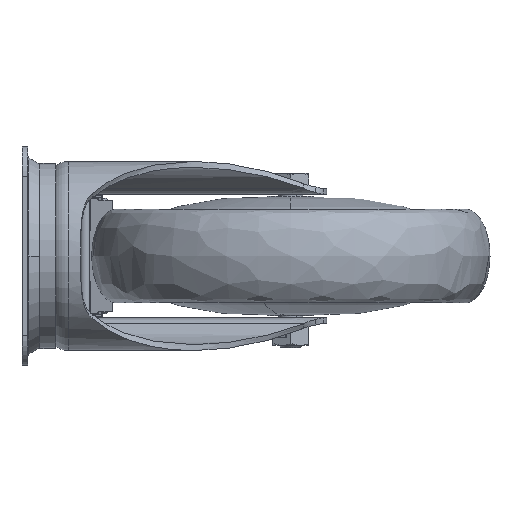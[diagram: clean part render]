
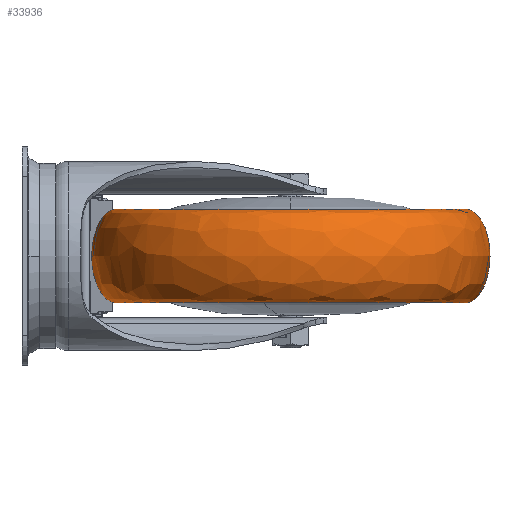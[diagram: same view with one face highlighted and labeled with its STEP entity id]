
A CAD part, left-side view. The second image highlights one B-rep face of the part: STEP entity #33936.
In plain terms, the highlighted free-form (B-spline) face has degree [3, 3] with [4, 4] control points.
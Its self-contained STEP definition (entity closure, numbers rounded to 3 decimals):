
#2 = VERTEX_POINT ( 'NONE', #24866 ) ;
#747 = CARTESIAN_POINT ( 'NONE',  ( -120., -47.5, 23.5 ) ) ;
#3340 = CARTESIAN_POINT ( 'NONE',  ( 55., -247.5, -23.5 ) ) ;
#3458 = DIRECTION ( 'NONE',  ( 0., 0., -1. ) ) ;
#3480 = ORIENTED_EDGE ( 'NONE', *, *, #35524, .F. ) ;
#3642 = CARTESIAN_POINT ( 'NONE',  ( 55., -247.5, -23.5 ) ) ;
#3862 = FACE_OUTER_BOUND ( 'NONE', #27730, .T. ) ;
#3924 = EDGE_CURVE ( 'NONE', #19670, #10451, #24163, .T. ) ;
#4278 = CARTESIAN_POINT ( 'NONE',  ( 55., -222.5, 23.5 ) ) ;
#4787 = CARTESIAN_POINT ( 'NONE',  ( 55., -135., -23.5 ) ) ;
#4844 = AXIS2_PLACEMENT_3D ( 'NONE', #41250, #3458, #12698 ) ;
#5310 = ORIENTED_EDGE ( 'NONE', *, *, #13926, .T. ) ;
#7143 =( BOUNDED_CURVE ( )  B_SPLINE_CURVE ( 3, ( #7809, #14537, #10948, #27171 ),
 .UNSPECIFIED., .F., .F. ) 
 B_SPLINE_CURVE_WITH_KNOTS ( ( 4, 4 ),
 ( 0., 1. ),
 .UNSPECIFIED. ) 
 CURVE ( )  GEOMETRIC_REPRESENTATION_ITEM ( )  RATIONAL_B_SPLINE_CURVE ( ( 1., 0.333, 0.333, 1. ) ) 
 REPRESENTATION_ITEM ( '' )  );
#7507 = DIRECTION ( 'NONE',  ( 0., 0., -1. ) ) ;
#7594 = CARTESIAN_POINT ( 'NONE',  ( 55., -47.5, 23.5 ) ) ;
#7809 = CARTESIAN_POINT ( 'NONE',  ( 55., -47.5, -23.5 ) ) ;
#8823 = ORIENTED_EDGE ( 'NONE', *, *, #17949, .F. ) ;
#10451 = VERTEX_POINT ( 'NONE', #4278 ) ;
#10948 = CARTESIAN_POINT ( 'NONE',  ( 55., -22.5, 23.5 ) ) ;
#12698 = DIRECTION ( 'NONE',  ( -1., 0., 0. ) ) ;
#13703 = CARTESIAN_POINT ( 'NONE',  ( 55., -22.5, -23.5 ) ) ;
#13926 = EDGE_CURVE ( 'NONE', #10451, #33022, #19525, .T. ) ;
#14537 = CARTESIAN_POINT ( 'NONE',  ( 55., -22.5, -23.5 ) ) ;
#16440 = CARTESIAN_POINT ( 'NONE',  ( -170., -22.5, -23.5 ) ) ;
#17949 = EDGE_CURVE ( 'NONE', #19670, #2, #19636, .T. ) ;
#19520 = CARTESIAN_POINT ( 'NONE',  ( 55., -222.5, -23.5 ) ) ;
#19525 = CIRCLE ( 'NONE', #4844, 87.5 ) ;
#19636 = CIRCLE ( 'NONE', #28903, 87.5 ) ;
#19670 = VERTEX_POINT ( 'NONE', #24143 ) ;
#20128 = CARTESIAN_POINT ( 'NONE',  ( -170., -247.5, 23.5 ) ) ;
#21930 = CARTESIAN_POINT ( 'NONE',  ( 55., -222.5, -23.5 ) ) ;
#22607 =( BOUNDED_SURFACE ( )  B_SPLINE_SURFACE ( 3, 3, ( 
 ( #19520, #32216, #26545, #22821 ),
 ( #3642, #23427, #16440, #13703 ),
 ( #26345, #20128, #25929, #38697 ),
 ( #32620, #36178, #747, #7594 ) ),
 .UNSPECIFIED., .F., .F., .T. ) 
 B_SPLINE_SURFACE_WITH_KNOTS ( ( 4, 4 ),
 ( 4, 4 ),
 ( 0., 1. ),
 ( 0., 1. ),
 .UNSPECIFIED. ) 
 GEOMETRIC_REPRESENTATION_ITEM ( )  RATIONAL_B_SPLINE_SURFACE ( (
 ( 1., 0.333, 0.333, 1.),
 ( 0.333, 0.111, 0.111, 0.333),
 ( 0.333, 0.111, 0.111, 0.333),
 ( 1., 0.333, 0.333, 1.) ) ) 
 REPRESENTATION_ITEM ( '' )  SURFACE ( )  );
#22821 = CARTESIAN_POINT ( 'NONE',  ( 55., -47.5, -23.5 ) ) ;
#23427 = CARTESIAN_POINT ( 'NONE',  ( -170., -247.5, -23.5 ) ) ;
#24143 = CARTESIAN_POINT ( 'NONE',  ( 55., -222.5, -23.5 ) ) ;
#24163 =( BOUNDED_CURVE ( )  B_SPLINE_CURVE ( 3, ( #21930, #3340, #25436, #35268 ),
 .UNSPECIFIED., .F., .F. ) 
 B_SPLINE_CURVE_WITH_KNOTS ( ( 4, 4 ),
 ( 0., 1. ),
 .UNSPECIFIED. ) 
 CURVE ( )  GEOMETRIC_REPRESENTATION_ITEM ( )  RATIONAL_B_SPLINE_CURVE ( ( 1., 0.333, 0.333, 1. ) ) 
 REPRESENTATION_ITEM ( '' )  );
#24866 = CARTESIAN_POINT ( 'NONE',  ( 55., -47.5, -23.5 ) ) ;
#25436 = CARTESIAN_POINT ( 'NONE',  ( 55., -247.5, 23.5 ) ) ;
#25929 = CARTESIAN_POINT ( 'NONE',  ( -170., -22.5, 23.5 ) ) ;
#26345 = CARTESIAN_POINT ( 'NONE',  ( 55., -247.5, 23.5 ) ) ;
#26545 = CARTESIAN_POINT ( 'NONE',  ( -120., -47.5, -23.5 ) ) ;
#27171 = CARTESIAN_POINT ( 'NONE',  ( 55., -47.5, 23.5 ) ) ;
#27730 = EDGE_LOOP ( 'NONE', ( #8823, #40548, #5310, #3480 ) ) ;
#28903 = AXIS2_PLACEMENT_3D ( 'NONE', #4787, #7507, #39853 ) ;
#32216 = CARTESIAN_POINT ( 'NONE',  ( -120., -222.5, -23.5 ) ) ;
#32620 = CARTESIAN_POINT ( 'NONE',  ( 55., -222.5, 23.5 ) ) ;
#33022 = VERTEX_POINT ( 'NONE', #39970 ) ;
#33936 = ADVANCED_FACE ( 'NONE', ( #3862 ), #22607, .T. ) ;
#35268 = CARTESIAN_POINT ( 'NONE',  ( 55., -222.5, 23.5 ) ) ;
#35524 = EDGE_CURVE ( 'NONE', #2, #33022, #7143, .T. ) ;
#36178 = CARTESIAN_POINT ( 'NONE',  ( -120., -222.5, 23.5 ) ) ;
#38697 = CARTESIAN_POINT ( 'NONE',  ( 55., -22.5, 23.5 ) ) ;
#39853 = DIRECTION ( 'NONE',  ( -1., 0., 0. ) ) ;
#39970 = CARTESIAN_POINT ( 'NONE',  ( 55., -47.5, 23.5 ) ) ;
#40548 = ORIENTED_EDGE ( 'NONE', *, *, #3924, .T. ) ;
#41250 = CARTESIAN_POINT ( 'NONE',  ( 55., -135., 23.5 ) ) ;
